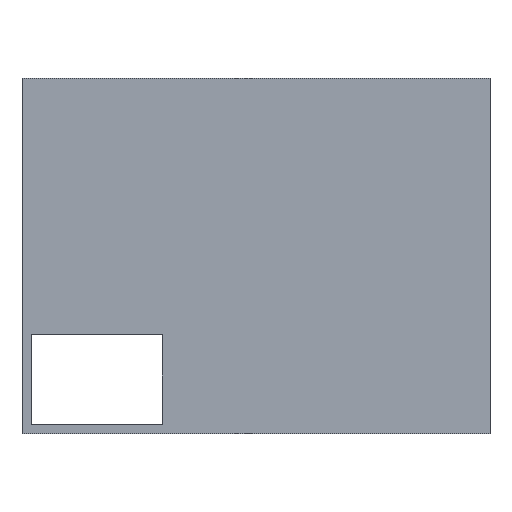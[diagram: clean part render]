
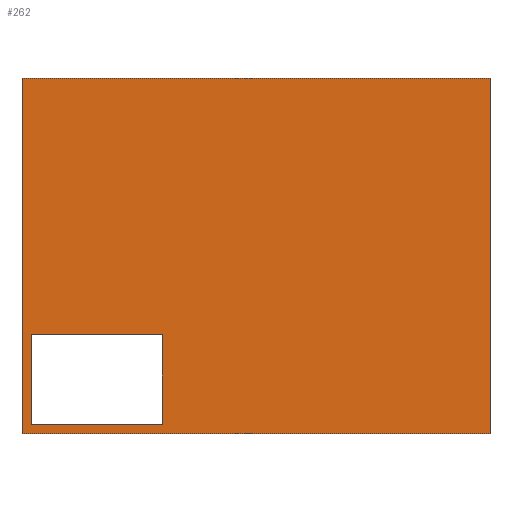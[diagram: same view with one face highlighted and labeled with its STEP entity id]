
A CAD part, top view. The second image highlights one B-rep face of the part: STEP entity #262.
In plain terms, the highlighted planar face has unit normal (0, 0, 1).
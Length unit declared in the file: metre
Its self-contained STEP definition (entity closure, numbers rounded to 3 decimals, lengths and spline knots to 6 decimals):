
#24=ORIENTED_EDGE('',*,*,#88,.F.);
#25=ORIENTED_EDGE('',*,*,#89,.T.);
#26=ORIENTED_EDGE('',*,*,#90,.T.);
#27=ORIENTED_EDGE('',*,*,#91,.F.);
#28=ORIENTED_EDGE('',*,*,#92,.F.);
#29=ORIENTED_EDGE('',*,*,#93,.T.);
#30=ORIENTED_EDGE('',*,*,#94,.T.);
#31=ORIENTED_EDGE('',*,*,#95,.F.);
#88=EDGE_CURVE('',#120,#121,#144,.T.);
#89=EDGE_CURVE('',#120,#122,#145,.T.);
#90=EDGE_CURVE('',#122,#123,#146,.T.);
#91=EDGE_CURVE('',#121,#123,#147,.T.);
#92=EDGE_CURVE('',#124,#125,#148,.T.);
#93=EDGE_CURVE('',#124,#126,#149,.T.);
#94=EDGE_CURVE('',#126,#127,#150,.T.);
#95=EDGE_CURVE('',#125,#127,#151,.T.);
#120=VERTEX_POINT('',#400);
#121=VERTEX_POINT('',#401);
#122=VERTEX_POINT('',#403);
#123=VERTEX_POINT('',#405);
#124=VERTEX_POINT('',#408);
#125=VERTEX_POINT('',#409);
#126=VERTEX_POINT('',#411);
#127=VERTEX_POINT('',#413);
#144=LINE('',#399,#168);
#145=LINE('',#402,#169);
#146=LINE('',#404,#170);
#147=LINE('',#406,#171);
#148=LINE('',#407,#172);
#149=LINE('',#410,#173);
#150=LINE('',#412,#174);
#151=LINE('',#414,#175);
#168=VECTOR('',#323,1.);
#169=VECTOR('',#324,1.);
#170=VECTOR('',#325,1.);
#171=VECTOR('',#326,1.);
#172=VECTOR('',#327,1.);
#173=VECTOR('',#328,1.);
#174=VECTOR('',#329,1.);
#175=VECTOR('',#330,1.);
#192=EDGE_LOOP('',(#24,#25,#26,#27));
#193=EDGE_LOOP('',(#28,#29,#30,#31));
#220=FACE_BOUND('',#192,.T.);
#221=FACE_BOUND('',#193,.T.);
#248=PLANE('',#293);
#262=ADVANCED_FACE('',(#220,#221),#248,.T.);
#293=AXIS2_PLACEMENT_3D('',#398,#321,#322);
#321=DIRECTION('',(0.,0.,1.));
#322=DIRECTION('',(1.,0.,0.));
#323=DIRECTION('',(-1.,0.,0.));
#324=DIRECTION('',(0.,1.,0.));
#325=DIRECTION('',(-1.,0.,0.));
#326=DIRECTION('',(0.,1.,0.));
#327=DIRECTION('',(1.,0.,0.));
#328=DIRECTION('',(0.,1.,0.));
#329=DIRECTION('',(1.,0.,0.));
#330=DIRECTION('',(0.,1.,0.));
#398=CARTESIAN_POINT('',(-0.005009,0.009687,0.0127));
#399=CARTESIAN_POINT('',(-0.005009,-0.110963,0.0127));
#400=CARTESIAN_POINT('',(0.153741,-0.110963,0.0127));
#401=CARTESIAN_POINT('',(-0.163759,-0.110963,0.0127));
#402=CARTESIAN_POINT('',(0.153741,0.009687,0.0127));
#403=CARTESIAN_POINT('',(0.153741,0.130337,0.0127));
#404=CARTESIAN_POINT('',(-0.005009,0.130337,0.0127));
#405=CARTESIAN_POINT('',(-0.163759,0.130337,0.0127));
#406=CARTESIAN_POINT('',(-0.163759,0.009687,0.0127));
#407=CARTESIAN_POINT('',(-0.112959,-0.104613,0.0127));
#408=CARTESIAN_POINT('',(-0.157409,-0.104613,0.0127));
#409=CARTESIAN_POINT('',(-0.068509,-0.104613,0.0127));
#410=CARTESIAN_POINT('',(-0.157409,-0.074133,0.0127));
#411=CARTESIAN_POINT('',(-0.157409,-0.043653,0.0127));
#412=CARTESIAN_POINT('',(-0.112959,-0.043653,0.0127));
#413=CARTESIAN_POINT('',(-0.068509,-0.043653,0.0127));
#414=CARTESIAN_POINT('',(-0.068509,-0.074133,0.0127));
